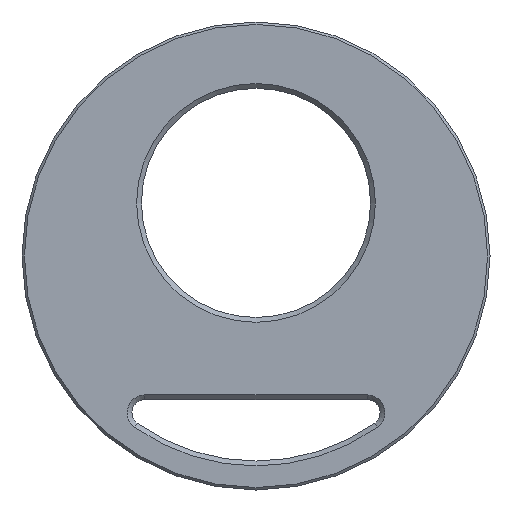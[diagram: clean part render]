
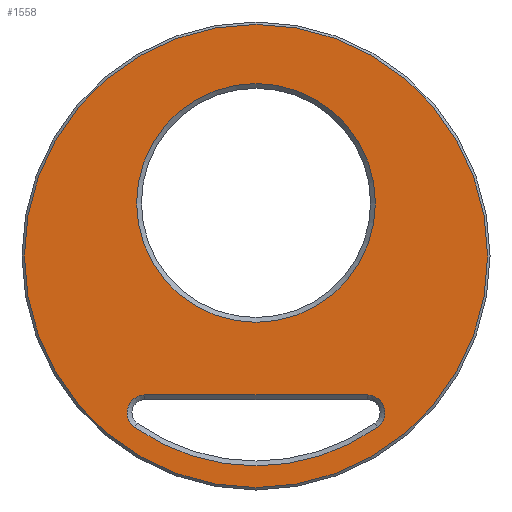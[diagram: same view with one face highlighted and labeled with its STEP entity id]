
A CAD part, front view. The second image highlights one B-rep face of the part: STEP entity #1558.
In plain terms, the highlighted planar face has unit normal (0, -1, 0).
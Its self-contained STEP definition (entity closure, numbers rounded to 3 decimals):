
#30=FACE_BOUND('',#354,.T.);
#31=FACE_BOUND('',#355,.T.);
#115=CIRCLE('',#1718,24.75);
#117=CIRCLE('',#1721,48.);
#118=CIRCLE('',#1722,3.684);
#119=CIRCLE('',#1723,43.5);
#120=CIRCLE('',#1724,3.684);
#248=FACE_OUTER_BOUND('',#353,.T.);
#353=EDGE_LOOP('',(#1172));
#354=EDGE_LOOP('',(#1173,#1174,#1175,#1176));
#355=EDGE_LOOP('',(#1177));
#474=LINE('',#2646,#583);
#583=VECTOR('',#2057,10.);
#715=VERTEX_POINT('',#2636);
#717=VERTEX_POINT('',#2642);
#718=VERTEX_POINT('',#2644);
#719=VERTEX_POINT('',#2645);
#720=VERTEX_POINT('',#2647);
#721=VERTEX_POINT('',#2649);
#883=EDGE_CURVE('',#715,#715,#115,.T.);
#886=EDGE_CURVE('',#717,#717,#117,.T.);
#887=EDGE_CURVE('',#718,#719,#474,.T.);
#888=EDGE_CURVE('',#720,#718,#118,.T.);
#889=EDGE_CURVE('',#721,#720,#119,.T.);
#890=EDGE_CURVE('',#719,#721,#120,.T.);
#1172=ORIENTED_EDGE('',*,*,#886,.F.);
#1173=ORIENTED_EDGE('',*,*,#887,.F.);
#1174=ORIENTED_EDGE('',*,*,#888,.F.);
#1175=ORIENTED_EDGE('',*,*,#889,.F.);
#1176=ORIENTED_EDGE('',*,*,#890,.F.);
#1177=ORIENTED_EDGE('',*,*,#883,.F.);
#1511=PLANE('',#1720);
#1558=ADVANCED_FACE('',(#248,#30,#31),#1511,.T.);
#1718=AXIS2_PLACEMENT_3D('',#2637,#2048,#2049);
#1720=AXIS2_PLACEMENT_3D('',#2641,#2053,#2054);
#1721=AXIS2_PLACEMENT_3D('',#2643,#2055,#2056);
#1722=AXIS2_PLACEMENT_3D('',#2648,#2058,#2059);
#1723=AXIS2_PLACEMENT_3D('',#2650,#2060,#2061);
#1724=AXIS2_PLACEMENT_3D('',#2651,#2062,#2063);
#2048=DIRECTION('center_axis',(0.,-1.,0.));
#2049=DIRECTION('ref_axis',(1.,0.,0.));
#2053=DIRECTION('center_axis',(0.,-1.,0.));
#2054=DIRECTION('ref_axis',(1.,0.,0.));
#2055=DIRECTION('center_axis',(0.,1.,0.));
#2056=DIRECTION('ref_axis',(1.,0.,0.));
#2057=DIRECTION('',(-1.,0.,0.));
#2058=DIRECTION('center_axis',(0.,-1.,0.));
#2059=DIRECTION('ref_axis',(0.578,0.,-0.816));
#2060=DIRECTION('center_axis',(0.,-1.,0.));
#2061=DIRECTION('ref_axis',(1.,0.,0.));
#2062=DIRECTION('center_axis',(0.,-1.,0.));
#2063=DIRECTION('ref_axis',(0.,0.,1.));
#2636=CARTESIAN_POINT('',(-375.02,-9.6,822.074));
#2637=CARTESIAN_POINT('Origin',(-350.27,-9.6,822.074));
#2641=CARTESIAN_POINT('Origin',(-350.27,-9.6,811.074));
#2642=CARTESIAN_POINT('',(-398.27,-9.6,811.074));
#2643=CARTESIAN_POINT('Origin',(-350.27,-9.6,811.074));
#2644=CARTESIAN_POINT('',(-327.246,-9.6,782.274));
#2645=CARTESIAN_POINT('',(-373.294,-9.6,782.274));
#2646=CARTESIAN_POINT('',(-338.758,-9.6,782.274));
#2647=CARTESIAN_POINT('',(-325.116,-9.6,775.584));
#2648=CARTESIAN_POINT('Origin',(-327.246,-9.6,778.59));
#2649=CARTESIAN_POINT('',(-375.425,-9.6,775.584));
#2650=CARTESIAN_POINT('Origin',(-350.27,-9.6,811.074));
#2651=CARTESIAN_POINT('Origin',(-373.294,-9.6,778.59));
